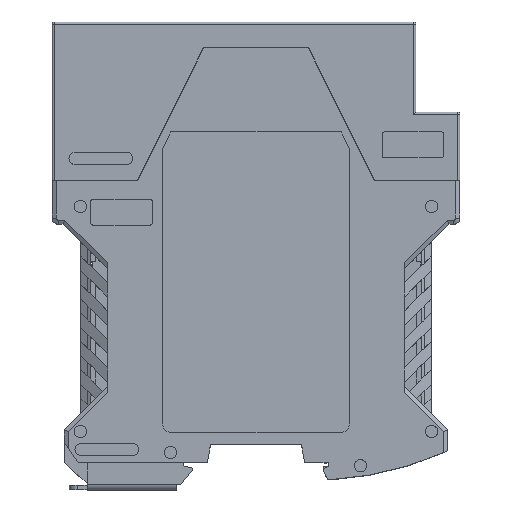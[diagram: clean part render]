
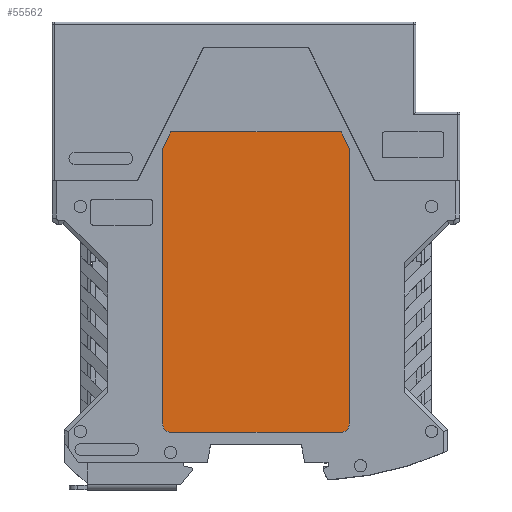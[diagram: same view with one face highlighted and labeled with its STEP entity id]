
A CAD part, top view. The second image highlights one B-rep face of the part: STEP entity #55562.
In plain terms, the highlighted planar face has unit normal (0, 0, 1).
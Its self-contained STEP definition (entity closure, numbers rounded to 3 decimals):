
#621=CIRCLE('',#58827,2.);
#622=CIRCLE('',#58828,2.);
#3188=FACE_OUTER_BOUND('',#6127,.T.);
#6127=EDGE_LOOP('',(#38208,#38209,#38210,#38211,#38212,#38213,#38214,#38215));
#9982=LINE('',#79741,#16816);
#9983=LINE('',#79745,#16817);
#9984=LINE('',#79749,#16818);
#9985=LINE('',#79751,#16819);
#9986=LINE('',#79753,#16820);
#9987=LINE('',#79754,#16821);
#16816=VECTOR('',#64201,1.);
#16817=VECTOR('',#64204,1.);
#16818=VECTOR('',#64207,1.);
#16819=VECTOR('',#64208,1.);
#16820=VECTOR('',#64209,1.);
#16821=VECTOR('',#64210,1.);
#23489=VERTEX_POINT('',#79739);
#23490=VERTEX_POINT('',#79740);
#23491=VERTEX_POINT('',#79742);
#23492=VERTEX_POINT('',#79744);
#23493=VERTEX_POINT('',#79746);
#23494=VERTEX_POINT('',#79748);
#23495=VERTEX_POINT('',#79750);
#23496=VERTEX_POINT('',#79752);
#29243=EDGE_CURVE('',#23489,#23490,#9982,.T.);
#29244=EDGE_CURVE('',#23491,#23490,#621,.T.);
#29245=EDGE_CURVE('',#23491,#23492,#9983,.T.);
#29246=EDGE_CURVE('',#23492,#23493,#622,.T.);
#29247=EDGE_CURVE('',#23493,#23494,#9984,.T.);
#29248=EDGE_CURVE('',#23494,#23495,#9985,.T.);
#29249=EDGE_CURVE('',#23495,#23496,#9986,.T.);
#29250=EDGE_CURVE('',#23496,#23489,#9987,.T.);
#38208=ORIENTED_EDGE('',*,*,#29243,.T.);
#38209=ORIENTED_EDGE('',*,*,#29244,.F.);
#38210=ORIENTED_EDGE('',*,*,#29245,.T.);
#38211=ORIENTED_EDGE('',*,*,#29246,.T.);
#38212=ORIENTED_EDGE('',*,*,#29247,.T.);
#38213=ORIENTED_EDGE('',*,*,#29248,.T.);
#38214=ORIENTED_EDGE('',*,*,#29249,.T.);
#38215=ORIENTED_EDGE('',*,*,#29250,.T.);
#53252=PLANE('',#58826);
#55562=ADVANCED_FACE('',(#3188),#53252,.T.);
#58826=AXIS2_PLACEMENT_3D('',#79738,#64199,#64200);
#58827=AXIS2_PLACEMENT_3D('',#79743,#64202,#64203);
#58828=AXIS2_PLACEMENT_3D('',#79747,#64205,#64206);
#64199=DIRECTION('center_axis',(0.,0.,1.));
#64200=DIRECTION('ref_axis',(1.,0.,0.));
#64201=DIRECTION('',(0.,-1.,0.));
#64202=DIRECTION('center_axis',(0.,0.,-1.));
#64203=DIRECTION('ref_axis',(-1.,0.,0.));
#64204=DIRECTION('',(1.,0.,0.));
#64205=DIRECTION('center_axis',(0.,0.,1.));
#64206=DIRECTION('ref_axis',(1.,0.,0.));
#64207=DIRECTION('',(0.,1.,0.));
#64208=DIRECTION('',(-0.447,0.894,0.));
#64209=DIRECTION('',(-1.,0.,0.));
#64210=DIRECTION('',(-0.447,-0.894,0.));
#79738=CARTESIAN_POINT('Origin',(3.747,57.985,11.1));
#79739=CARTESIAN_POINT('',(-22.65,84.3,11.1));
#79740=CARTESIAN_POINT('',(-22.65,17.4,11.1));
#79741=CARTESIAN_POINT('',(-22.65,0.,11.1));
#79742=CARTESIAN_POINT('',(-20.65,15.4,11.1));
#79743=CARTESIAN_POINT('Origin',(-20.65,17.4,11.1));
#79744=CARTESIAN_POINT('',(20.65,15.4,11.1));
#79745=CARTESIAN_POINT('',(0.,15.4,11.1));
#79746=CARTESIAN_POINT('',(22.65,17.4,11.1));
#79747=CARTESIAN_POINT('Origin',(20.65,17.4,11.1));
#79748=CARTESIAN_POINT('',(22.65,84.3,11.1));
#79749=CARTESIAN_POINT('',(22.65,0.,11.1));
#79750=CARTESIAN_POINT('',(20.65,88.3,11.1));
#79751=CARTESIAN_POINT('',(51.84,25.92,11.1));
#79752=CARTESIAN_POINT('',(-20.65,88.3,11.1));
#79753=CARTESIAN_POINT('',(0.,88.3,11.1));
#79754=CARTESIAN_POINT('',(-51.84,25.92,11.1));
